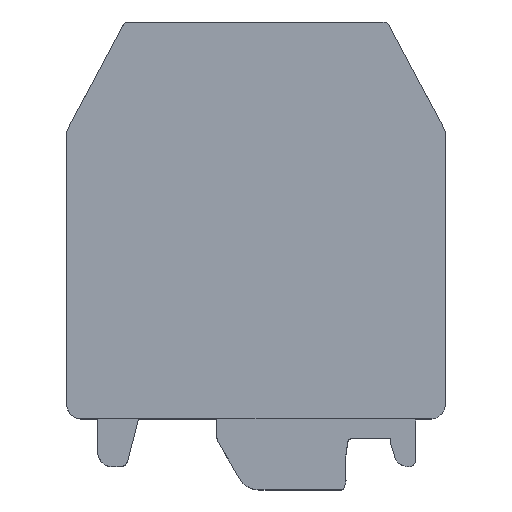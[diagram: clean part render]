
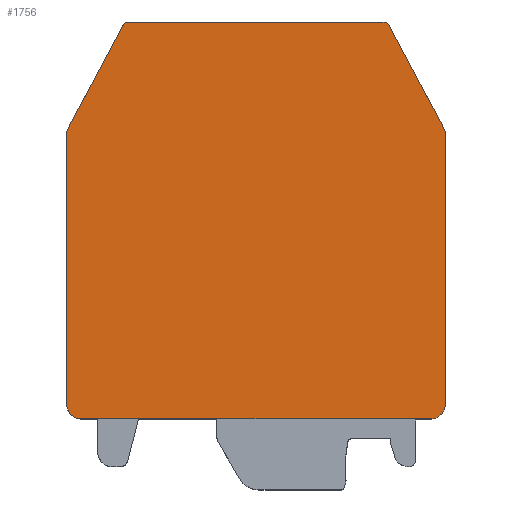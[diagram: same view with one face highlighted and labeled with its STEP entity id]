
A CAD part, top view. The second image highlights one B-rep face of the part: STEP entity #1756.
In plain terms, the highlighted free-form (B-spline) face has degree [1, 1] with [2, 2] control points.
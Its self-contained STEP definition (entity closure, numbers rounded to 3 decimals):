
#1439=CARTESIAN_POINT('',(-25.,-50.4,7.6));
#1440=VERTEX_POINT('',#1439);
#1456=CARTESIAN_POINT('',(-23.,-52.4,7.6));
#1457=VERTEX_POINT('',#1456);
#1463=CARTESIAN_POINT('',(-23.,-52.4,7.6));
#1464=CARTESIAN_POINT('',(-25.,-52.4,7.6));
#1465=CARTESIAN_POINT('',(-25.,-50.4,7.6));
#1466=(BOUNDED_CURVE()B_SPLINE_CURVE(2,(#1463,#1464,#1465),.CIRCULAR_ARC.,.F.,.U.)B_SPLINE_CURVE_WITH_KNOTS((3,3),(0.,1.),.UNSPECIFIED.)CURVE()GEOMETRIC_REPRESENTATION_ITEM()RATIONAL_B_SPLINE_CURVE((1.,0.707,1.))REPRESENTATION_ITEM(''));
#1467=EDGE_CURVE('',#1457,#1440,#1466,.T.);
#1493=CARTESIAN_POINT('',(23.,-52.4,7.6));
#1494=VERTEX_POINT('',#1493);
#1508=CARTESIAN_POINT('',(25.,-50.4,7.6));
#1509=VERTEX_POINT('',#1508);
#1515=CARTESIAN_POINT('',(25.,-50.4,7.6));
#1516=CARTESIAN_POINT('',(25.,-52.4,7.6));
#1517=CARTESIAN_POINT('',(23.,-52.4,7.6));
#1518=(BOUNDED_CURVE()B_SPLINE_CURVE(2,(#1515,#1516,#1517),.CIRCULAR_ARC.,.F.,.U.)B_SPLINE_CURVE_WITH_KNOTS((3,3),(0.,1.),.UNSPECIFIED.)CURVE()GEOMETRIC_REPRESENTATION_ITEM()RATIONAL_B_SPLINE_CURVE((1.,0.707,1.))REPRESENTATION_ITEM(''));
#1519=EDGE_CURVE('',#1509,#1494,#1518,.T.);
#1617=CARTESIAN_POINT('',(-25.,-14.399,7.6));
#1618=VERTEX_POINT('',#1617);
#1624=CARTESIAN_POINT('',(-25.,-50.4,7.6));
#1625=CARTESIAN_POINT('',(-25.,-14.399,7.6));
#1626=B_SPLINE_CURVE_WITH_KNOTS('',1,(#1624,#1625),.POLYLINE_FORM.,.F.,.U.,(2,2),(0.,1.),.UNSPECIFIED.);
#1627=EDGE_CURVE('',#1440,#1618,#1626,.T.);
#1669=CARTESIAN_POINT('',(36.214,-62.414,7.6));
#1670=CARTESIAN_POINT('',(-36.214,-62.414,7.6));
#1671=CARTESIAN_POINT('',(36.214,10.014,7.6));
#1672=CARTESIAN_POINT('',(-36.214,10.014,7.6));
#1673=B_SPLINE_SURFACE_WITH_KNOTS('',1,1,((#1669,#1670),(#1671,#1672)),.PLANE_SURF.,.F.,.F.,.U.,(2,2),(2,2),(0.,1.),(0.,1.),.UNSPECIFIED.);
#1674=CARTESIAN_POINT('',(17.626,-0.531,7.6));
#1675=VERTEX_POINT('',#1674);
#1676=CARTESIAN_POINT('',(22.554,-9.799,7.6));
#1677=VERTEX_POINT('',#1676);
#1678=CARTESIAN_POINT('',(17.626,-0.531,7.6));
#1679=CARTESIAN_POINT('',(22.554,-9.799,7.6));
#1680=B_SPLINE_CURVE_WITH_KNOTS('',1,(#1678,#1679),.POLYLINE_FORM.,.F.,.U.,(2,2),(0.,1.),.UNSPECIFIED.);
#1681=EDGE_CURVE('',#1675,#1677,#1680,.T.);
#1682=ORIENTED_EDGE('',*,*,#1681,.F.);
#1683=CARTESIAN_POINT('',(16.743,0.,7.6));
#1684=VERTEX_POINT('',#1683);
#1685=CARTESIAN_POINT('',(16.743,0.,7.6));
#1686=CARTESIAN_POINT('',(17.344,0.,7.6));
#1687=CARTESIAN_POINT('',(17.626,-0.531,7.6));
#1688=(BOUNDED_CURVE()B_SPLINE_CURVE(2,(#1685,#1686,#1687),.CIRCULAR_ARC.,.F.,.U.)B_SPLINE_CURVE_WITH_KNOTS((3,3),(0.,1.),.UNSPECIFIED.)CURVE()GEOMETRIC_REPRESENTATION_ITEM()RATIONAL_B_SPLINE_CURVE((1.,0.857,1.))REPRESENTATION_ITEM(''));
#1689=EDGE_CURVE('',#1684,#1675,#1688,.T.);
#1690=ORIENTED_EDGE('',*,*,#1689,.F.);
#1691=CARTESIAN_POINT('',(-16.743,0.,7.6));
#1692=VERTEX_POINT('',#1691);
#1693=CARTESIAN_POINT('',(-16.743,0.,7.6));
#1694=CARTESIAN_POINT('',(16.743,0.,7.6));
#1695=B_SPLINE_CURVE_WITH_KNOTS('',1,(#1693,#1694),.POLYLINE_FORM.,.F.,.U.,(2,2),(0.,1.),.UNSPECIFIED.);
#1696=EDGE_CURVE('',#1692,#1684,#1695,.T.);
#1697=ORIENTED_EDGE('',*,*,#1696,.F.);
#1698=CARTESIAN_POINT('',(-17.626,-0.531,7.6));
#1699=VERTEX_POINT('',#1698);
#1700=CARTESIAN_POINT('',(-17.626,-0.531,7.6));
#1701=CARTESIAN_POINT('',(-17.344,0.,7.6));
#1702=CARTESIAN_POINT('',(-16.743,0.,7.6));
#1703=(BOUNDED_CURVE()B_SPLINE_CURVE(2,(#1700,#1701,#1702),.CIRCULAR_ARC.,.F.,.U.)B_SPLINE_CURVE_WITH_KNOTS((3,3),(0.,1.),.UNSPECIFIED.)CURVE()GEOMETRIC_REPRESENTATION_ITEM()RATIONAL_B_SPLINE_CURVE((1.,0.857,1.))REPRESENTATION_ITEM(''));
#1704=EDGE_CURVE('',#1699,#1692,#1703,.T.);
#1705=ORIENTED_EDGE('',*,*,#1704,.F.);
#1706=CARTESIAN_POINT('',(-22.554,-9.799,7.6));
#1707=VERTEX_POINT('',#1706);
#1708=CARTESIAN_POINT('',(-17.626,-0.531,7.6));
#1709=CARTESIAN_POINT('',(-22.554,-9.799,7.6));
#1710=B_SPLINE_CURVE_WITH_KNOTS('',1,(#1708,#1709),.POLYLINE_FORM.,.F.,.U.,(2,2),(0.,1.),.UNSPECIFIED.);
#1711=EDGE_CURVE('',#1699,#1707,#1710,.T.);
#1712=ORIENTED_EDGE('',*,*,#1711,.T.);
#1713=CARTESIAN_POINT('',(-22.576,-9.841,7.6));
#1714=VERTEX_POINT('',#1713);
#1715=CARTESIAN_POINT('',(-22.576,-9.841,7.6));
#1716=CARTESIAN_POINT('',(-22.566,-9.82,7.6));
#1717=CARTESIAN_POINT('',(-22.554,-9.799,7.6));
#1718=(BOUNDED_CURVE()B_SPLINE_CURVE(2,(#1715,#1716,#1717),.CIRCULAR_ARC.,.F.,.U.)B_SPLINE_CURVE_WITH_KNOTS((3,3),(0.,0.042),.UNSPECIFIED.)CURVE()GEOMETRIC_REPRESENTATION_ITEM()RATIONAL_B_SPLINE_CURVE((1.,0.993,0.986))REPRESENTATION_ITEM(''));
#1719=EDGE_CURVE('',#1714,#1707,#1718,.T.);
#1720=ORIENTED_EDGE('',*,*,#1719,.F.);
#1721=CARTESIAN_POINT('',(-25.,-14.399,7.6));
#1722=CARTESIAN_POINT('',(-22.576,-9.841,7.6));
#1723=B_SPLINE_CURVE_WITH_KNOTS('',1,(#1721,#1722),.POLYLINE_FORM.,.F.,.U.,(2,2),(0.,1.),.UNSPECIFIED.);
#1724=EDGE_CURVE('',#1618,#1714,#1723,.T.);
#1725=ORIENTED_EDGE('',*,*,#1724,.F.);
#1726=ORIENTED_EDGE('',*,*,#1627,.F.);
#1727=ORIENTED_EDGE('',*,*,#1467,.F.);
#1728=CARTESIAN_POINT('',(23.,-52.4,7.6));
#1729=CARTESIAN_POINT('',(-23.,-52.4,7.6));
#1730=B_SPLINE_CURVE_WITH_KNOTS('',1,(#1728,#1729),.POLYLINE_FORM.,.F.,.U.,(2,2),(0.,1.),.UNSPECIFIED.);
#1731=EDGE_CURVE('',#1494,#1457,#1730,.T.);
#1732=ORIENTED_EDGE('',*,*,#1731,.F.);
#1733=ORIENTED_EDGE('',*,*,#1519,.F.);
#1734=CARTESIAN_POINT('',(25.,-14.399,7.6));
#1735=VERTEX_POINT('',#1734);
#1736=CARTESIAN_POINT('',(25.,-14.399,7.6));
#1737=CARTESIAN_POINT('',(25.,-50.4,7.6));
#1738=B_SPLINE_CURVE_WITH_KNOTS('',1,(#1736,#1737),.POLYLINE_FORM.,.F.,.U.,(2,2),(0.,1.),.UNSPECIFIED.);
#1739=EDGE_CURVE('',#1735,#1509,#1738,.T.);
#1740=ORIENTED_EDGE('',*,*,#1739,.F.);
#1741=CARTESIAN_POINT('',(22.576,-9.841,7.6));
#1742=VERTEX_POINT('',#1741);
#1743=CARTESIAN_POINT('',(22.576,-9.841,7.6));
#1744=CARTESIAN_POINT('',(25.,-14.399,7.6));
#1745=B_SPLINE_CURVE_WITH_KNOTS('',1,(#1743,#1744),.POLYLINE_FORM.,.F.,.U.,(2,2),(0.,1.),.UNSPECIFIED.);
#1746=EDGE_CURVE('',#1742,#1735,#1745,.T.);
#1747=ORIENTED_EDGE('',*,*,#1746,.F.);
#1748=CARTESIAN_POINT('',(22.554,-9.799,7.6));
#1749=CARTESIAN_POINT('',(22.566,-9.82,7.6));
#1750=CARTESIAN_POINT('',(22.576,-9.841,7.6));
#1751=(BOUNDED_CURVE()B_SPLINE_CURVE(2,(#1748,#1749,#1750),.CIRCULAR_ARC.,.F.,.U.)B_SPLINE_CURVE_WITH_KNOTS((3,3),(0.958,1.),.UNSPECIFIED.)CURVE()GEOMETRIC_REPRESENTATION_ITEM()RATIONAL_B_SPLINE_CURVE((0.986,0.993,1.))REPRESENTATION_ITEM(''));
#1752=EDGE_CURVE('',#1677,#1742,#1751,.T.);
#1753=ORIENTED_EDGE('',*,*,#1752,.F.);
#1754=EDGE_LOOP('',(#1682,#1690,#1697,#1705,#1712,#1720,#1725,#1726,#1727,#1732,#1733,#1740,#1747,#1753));
#1755=FACE_OUTER_BOUND('',#1754,.T.);
#1756=ADVANCED_FACE('',(#1755),#1673,.T.);
